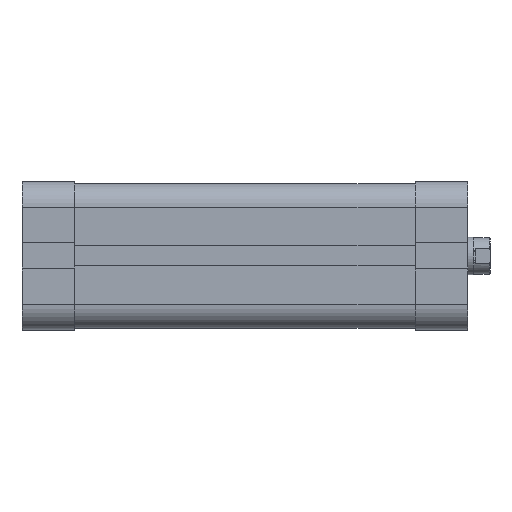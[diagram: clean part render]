
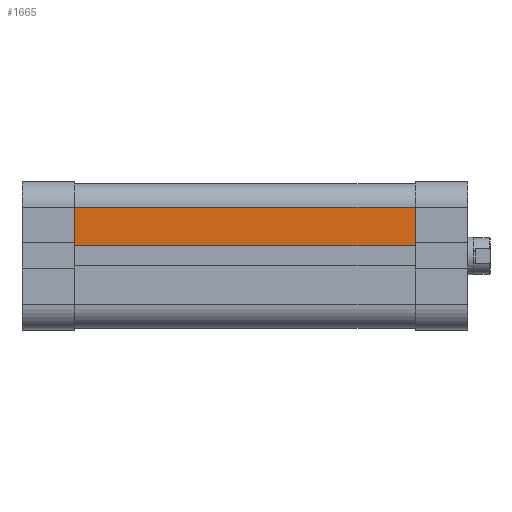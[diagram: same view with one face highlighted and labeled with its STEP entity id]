
A CAD part, top view. The second image highlights one B-rep face of the part: STEP entity #1665.
In plain terms, the highlighted face is planar.
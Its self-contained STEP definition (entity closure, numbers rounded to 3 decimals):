
#706 = EDGE_LOOP ( 'NONE', ( #3809, #3808, #3806, #3800 ) ) ;
#1665 = ADVANCED_FACE ( 'NONE', ( #2849 ), #4728, .T. ) ;
#2214 = AXIS2_PLACEMENT_3D ( 'NONE', #4731, #4740, #4741 ) ;
#2658 = EDGE_CURVE ( 'NONE', #5611, #5507, #3653, .T. ) ;
#2660 = EDGE_CURVE ( 'NONE', #5510, #5507, #3652, .T. ) ;
#2662 = EDGE_CURVE ( 'NONE', #5508, #5611, #3656, .T. ) ;
#2673 = EDGE_CURVE ( 'NONE', #5508, #5510, #3673, .T. ) ;
#2849 = FACE_OUTER_BOUND ( 'NONE', #706, .T. ) ;
#3607 = VECTOR ( 'NONE', #6647, 1000. ) ;
#3652 = LINE ( 'NONE', #6646, #3607 ) ;
#3653 = LINE ( 'NONE', #6640, #3654 ) ;
#3654 = VECTOR ( 'NONE', #6641, 1000. ) ;
#3656 = LINE ( 'NONE', #6650, #3657 ) ;
#3657 = VECTOR ( 'NONE', #6651, 1000. ) ;
#3659 = VECTOR ( 'NONE', #6667, 1000. ) ;
#3673 = LINE ( 'NONE', #6656, #3659 ) ;
#3800 = ORIENTED_EDGE ( 'NONE', *, *, #2662, .T. ) ;
#3806 = ORIENTED_EDGE ( 'NONE', *, *, #2673, .F. ) ;
#3808 = ORIENTED_EDGE ( 'NONE', *, *, #2660, .F. ) ;
#3809 = ORIENTED_EDGE ( 'NONE', *, *, #2658, .T. ) ;
#4728 = PLANE ( 'NONE',  #2214 ) ;
#4731 = CARTESIAN_POINT ( 'NONE',  ( 6.25, 0., -91. ) ) ;
#4740 = DIRECTION ( 'NONE',  ( 0., -1., 0. ) ) ;
#4741 = DIRECTION ( 'NONE',  ( 0., 0., -1. ) ) ;
#5507 = VERTEX_POINT ( 'NONE', #6837 ) ;
#5508 = VERTEX_POINT ( 'NONE', #6838 ) ;
#5510 = VERTEX_POINT ( 'NONE', #6840 ) ;
#5611 = VERTEX_POINT ( 'NONE', #6919 ) ;
#6640 = CARTESIAN_POINT ( 'NONE',  ( 16.55, 0., -91. ) ) ;
#6641 = DIRECTION ( 'NONE',  ( 0., 0., 1. ) ) ;
#6646 = CARTESIAN_POINT ( 'NONE',  ( 6.25, 0., 0. ) ) ;
#6647 = DIRECTION ( 'NONE',  ( 1., 0., 0. ) ) ;
#6650 = CARTESIAN_POINT ( 'NONE',  ( 6.25, 0., -91. ) ) ;
#6651 = DIRECTION ( 'NONE',  ( 1., 0., 0. ) ) ;
#6656 = CARTESIAN_POINT ( 'NONE',  ( 6.25, 0., -91. ) ) ;
#6667 = DIRECTION ( 'NONE',  ( 0., 0., 1. ) ) ;
#6837 = CARTESIAN_POINT ( 'NONE',  ( 16.55, 0., 0. ) ) ;
#6838 = CARTESIAN_POINT ( 'NONE',  ( 6.25, 0., -91. ) ) ;
#6840 = CARTESIAN_POINT ( 'NONE',  ( 6.25, 0., 0. ) ) ;
#6919 = CARTESIAN_POINT ( 'NONE',  ( 16.55, 0., -91. ) ) ;
